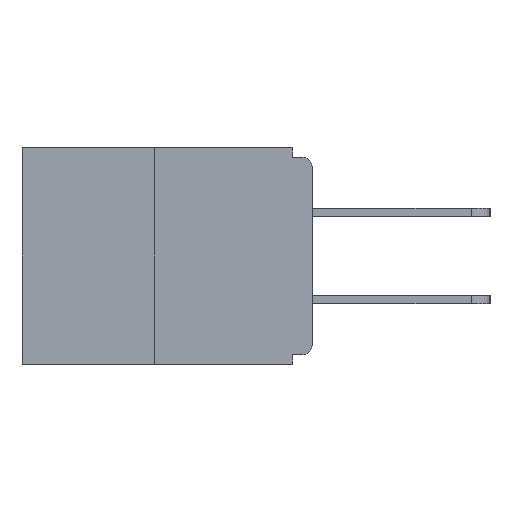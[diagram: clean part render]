
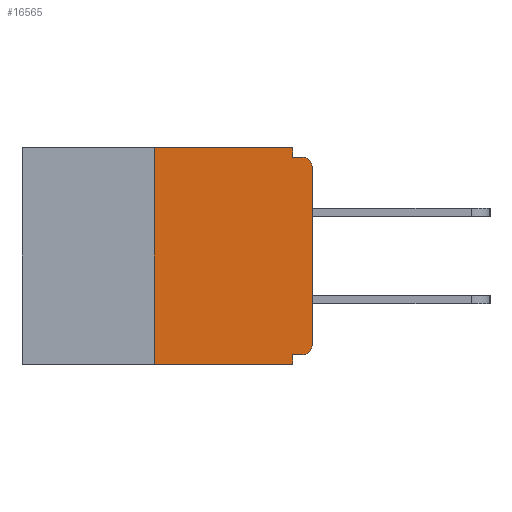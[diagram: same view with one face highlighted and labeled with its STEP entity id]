
A CAD part, left-side view. The second image highlights one B-rep face of the part: STEP entity #16565.
In plain terms, the highlighted planar face has unit normal (-1, 0, 0).
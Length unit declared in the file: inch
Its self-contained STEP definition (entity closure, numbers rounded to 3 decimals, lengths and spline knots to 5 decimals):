
#82 = CARTESIAN_POINT ( 'NONE',  ( 0., 0.25, -0.343 ) ) ;
#342 = VECTOR ( 'NONE', #7860, 39.37008 ) ;
#553 = EDGE_CURVE ( 'NONE', #5268, #9021, #8605, .T. ) ;
#606 = EDGE_CURVE ( 'NONE', #9238, #1732, #3167, .T. ) ;
#738 = VERTEX_POINT ( 'NONE', #16072 ) ;
#1732 = VERTEX_POINT ( 'NONE', #7527 ) ;
#1801 = DIRECTION ( 'NONE',  ( 0., 0., -1. ) ) ;
#2705 = CARTESIAN_POINT ( 'NONE',  ( 0., 0.031, -0.015 ) ) ;
#2995 = ORIENTED_EDGE ( 'NONE', *, *, #12120, .T. ) ;
#3167 = LINE ( 'NONE', #4560, #12042 ) ;
#3172 = ORIENTED_EDGE ( 'NONE', *, *, #606, .T. ) ;
#3330 = CARTESIAN_POINT ( 'NONE',  ( 0., 0.031, 0. ) ) ;
#3626 = CARTESIAN_POINT ( 'NONE',  ( 0., 0., -0.03 ) ) ;
#3630 = EDGE_LOOP ( 'NONE', ( #14115, #9853, #3172, #14210, #14432, #5617, #2995, #9986, #10674, #4172 ) ) ;
#3649 = AXIS2_PLACEMENT_3D ( 'NONE', #9784, #12122, #1801 ) ;
#4078 = VECTOR ( 'NONE', #5143, 39.37008 ) ;
#4172 = ORIENTED_EDGE ( 'NONE', *, *, #16917, .F. ) ;
#4348 = AXIS2_PLACEMENT_3D ( 'NONE', #9969, #4772, #8652 ) ;
#4560 = CARTESIAN_POINT ( 'NONE',  ( 0., 0.46, -0.343 ) ) ;
#4647 = DIRECTION ( 'NONE',  ( 0., -1., 0. ) ) ;
#4772 = DIRECTION ( 'NONE',  ( -1., 0., 0. ) ) ;
#4964 = LINE ( 'NONE', #9917, #12814 ) ;
#4968 = EDGE_CURVE ( 'NONE', #9238, #738, #13811, .T. ) ;
#5143 = DIRECTION ( 'NONE',  ( 0., 0., -1. ) ) ;
#5268 = VERTEX_POINT ( 'NONE', #2705 ) ;
#5457 = VECTOR ( 'NONE', #10205, 39.37008 ) ;
#5514 = DIRECTION ( 'NONE',  ( 1., 0., 0. ) ) ;
#5545 = EDGE_CURVE ( 'NONE', #7234, #9021, #16510, .T. ) ;
#5557 = CARTESIAN_POINT ( 'NONE',  ( 0., 0.015, -0.015 ) ) ;
#5587 = CARTESIAN_POINT ( 'NONE',  ( 0., 0.25, 0. ) ) ;
#5617 = ORIENTED_EDGE ( 'NONE', *, *, #9363, .T. ) ;
#6144 = LINE ( 'NONE', #11268, #11651 ) ;
#6575 = VERTEX_POINT ( 'NONE', #7809 ) ;
#6675 = CIRCLE ( 'NONE', #3649, 0.015 ) ;
#7019 = VERTEX_POINT ( 'NONE', #14539 ) ;
#7188 = EDGE_CURVE ( 'NONE', #7019, #1732, #6144, .T. ) ;
#7234 = VERTEX_POINT ( 'NONE', #3626 ) ;
#7527 = CARTESIAN_POINT ( 'NONE',  ( 0., 0.031, -0.343 ) ) ;
#7552 = DIRECTION ( 'NONE',  ( 0., 0., 1. ) ) ;
#7644 = VECTOR ( 'NONE', #14924, 39.37008 ) ;
#7809 = CARTESIAN_POINT ( 'NONE',  ( 0., 0.015, -0.328 ) ) ;
#7860 = DIRECTION ( 'NONE',  ( 0., -1., 0. ) ) ;
#8179 = DIRECTION ( 'NONE',  ( 0., 0., -1. ) ) ;
#8261 = CARTESIAN_POINT ( 'NONE',  ( 0., 0., -0.015 ) ) ;
#8426 = DIRECTION ( 'NONE',  ( 0., -1., 0. ) ) ;
#8605 = LINE ( 'NONE', #8261, #9533 ) ;
#8652 = DIRECTION ( 'NONE',  ( 0., 0., -1. ) ) ;
#9021 = VERTEX_POINT ( 'NONE', #5557 ) ;
#9238 = VERTEX_POINT ( 'NONE', #82 ) ;
#9319 = CARTESIAN_POINT ( 'NONE',  ( 0., 0.46, 0. ) ) ;
#9363 = EDGE_CURVE ( 'NONE', #6575, #13681, #6675, .T. ) ;
#9533 = VECTOR ( 'NONE', #4647, 39.37008 ) ;
#9784 = CARTESIAN_POINT ( 'NONE',  ( 0., 0.015, -0.313 ) ) ;
#9853 = ORIENTED_EDGE ( 'NONE', *, *, #4968, .F. ) ;
#9917 = CARTESIAN_POINT ( 'NONE',  ( 0., 0., 0. ) ) ;
#9969 = CARTESIAN_POINT ( 'NONE',  ( 0., 0.015, -0.03 ) ) ;
#9986 = ORIENTED_EDGE ( 'NONE', *, *, #5545, .T. ) ;
#10205 = DIRECTION ( 'NONE',  ( 0., 1., 0. ) ) ;
#10298 = DIRECTION ( 'NONE',  ( 0., 0., -1. ) ) ;
#10374 = LINE ( 'NONE', #16762, #5457 ) ;
#10433 = AXIS2_PLACEMENT_3D ( 'NONE', #9319, #5514, #8179 ) ;
#10494 = VERTEX_POINT ( 'NONE', #3330 ) ;
#10674 = ORIENTED_EDGE ( 'NONE', *, *, #553, .F. ) ;
#11268 = CARTESIAN_POINT ( 'NONE',  ( 0., 0.031, -0.343 ) ) ;
#11651 = VECTOR ( 'NONE', #10298, 39.37008 ) ;
#12042 = VECTOR ( 'NONE', #8426, 39.37008 ) ;
#12120 = EDGE_CURVE ( 'NONE', #13681, #7234, #4964, .T. ) ;
#12122 = DIRECTION ( 'NONE',  ( -1., 0., 0. ) ) ;
#12678 = EDGE_CURVE ( 'NONE', #738, #10494, #13250, .T. ) ;
#12783 = LINE ( 'NONE', #15530, #4078 ) ;
#12814 = VECTOR ( 'NONE', #7552, 39.37008 ) ;
#13250 = LINE ( 'NONE', #15486, #342 ) ;
#13681 = VERTEX_POINT ( 'NONE', #13965 ) ;
#13811 = LINE ( 'NONE', #5587, #7644 ) ;
#13965 = CARTESIAN_POINT ( 'NONE',  ( 0., 0., -0.313 ) ) ;
#14115 = ORIENTED_EDGE ( 'NONE', *, *, #12678, .F. ) ;
#14210 = ORIENTED_EDGE ( 'NONE', *, *, #7188, .F. ) ;
#14432 = ORIENTED_EDGE ( 'NONE', *, *, #16491, .F. ) ;
#14539 = CARTESIAN_POINT ( 'NONE',  ( 0., 0.031, -0.328 ) ) ;
#14596 = PLANE ( 'NONE',  #10433 ) ;
#14924 = DIRECTION ( 'NONE',  ( 0., 0., 1. ) ) ;
#15486 = CARTESIAN_POINT ( 'NONE',  ( 0., 0.46, 0. ) ) ;
#15530 = CARTESIAN_POINT ( 'NONE',  ( 0., 0.031, 0. ) ) ;
#16063 = FACE_OUTER_BOUND ( 'NONE', #3630, .T. ) ;
#16072 = CARTESIAN_POINT ( 'NONE',  ( 0., 0.25, 0. ) ) ;
#16491 = EDGE_CURVE ( 'NONE', #6575, #7019, #10374, .T. ) ;
#16510 = CIRCLE ( 'NONE', #4348, 0.015 ) ;
#16565 = ADVANCED_FACE ( 'NONE', ( #16063 ), #14596, .F. ) ;
#16762 = CARTESIAN_POINT ( 'NONE',  ( 0., 0., -0.328 ) ) ;
#16917 = EDGE_CURVE ( 'NONE', #10494, #5268, #12783, .T. ) ;
